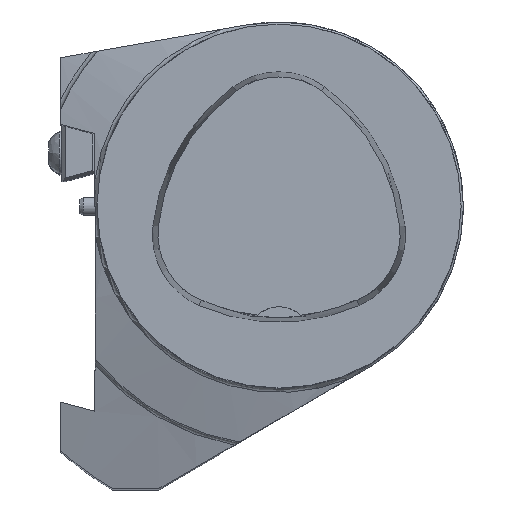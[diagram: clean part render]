
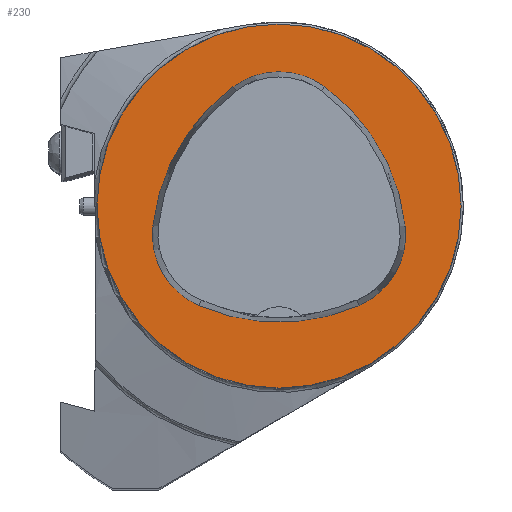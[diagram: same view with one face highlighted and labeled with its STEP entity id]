
A CAD part, top view. The second image highlights one B-rep face of the part: STEP entity #230.
In plain terms, the highlighted planar face has unit normal (0, 0, 1).
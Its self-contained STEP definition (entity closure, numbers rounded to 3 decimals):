
#230=ADVANCED_FACE('',(#572,#573),#301,.T.);
#301=PLANE('',#1672);
#572=FACE_BOUND('',#661,.T.);
#573=FACE_BOUND('',#662,.T.);
#661=EDGE_LOOP('',(#1012,#1013,#1014,#1015,#1016,#1017));
#662=EDGE_LOOP('',(#1018));
#1012=ORIENTED_EDGE('',*,*,#1447,.T.);
#1013=ORIENTED_EDGE('',*,*,#1427,.T.);
#1014=ORIENTED_EDGE('',*,*,#1431,.T.);
#1015=ORIENTED_EDGE('',*,*,#1434,.T.);
#1016=ORIENTED_EDGE('',*,*,#1437,.T.);
#1017=ORIENTED_EDGE('',*,*,#1445,.T.);
#1018=ORIENTED_EDGE('',*,*,#1405,.F.);
#1230=VERTEX_POINT('',#2537);
#1243=VERTEX_POINT('',#2584);
#1244=VERTEX_POINT('',#2585);
#1247=VERTEX_POINT('',#2593);
#1249=VERTEX_POINT('',#2599);
#1251=VERTEX_POINT('',#2605);
#1258=VERTEX_POINT('',#2626);
#1405=EDGE_CURVE('',#1230,#1230,#1508,.T.);
#1427=EDGE_CURVE('',#1243,#1244,#1509,.T.);
#1431=EDGE_CURVE('',#1244,#1247,#1511,.T.);
#1434=EDGE_CURVE('',#1247,#1249,#1513,.T.);
#1437=EDGE_CURVE('',#1249,#1251,#1515,.T.);
#1445=EDGE_CURVE('',#1251,#1258,#1519,.T.);
#1447=EDGE_CURVE('',#1258,#1243,#1521,.T.);
#1508=CIRCLE('',#1632,40.);
#1509=CIRCLE('',#1650,44.);
#1511=CIRCLE('',#1653,17.);
#1513=CIRCLE('',#1656,44.);
#1515=CIRCLE('',#1659,17.);
#1519=CIRCLE('',#1664,44.);
#1521=CIRCLE('',#1667,17.);
#1632=AXIS2_PLACEMENT_3D('',#2536,#1924,#1925);
#1650=AXIS2_PLACEMENT_3D('',#2583,#1976,#1977);
#1653=AXIS2_PLACEMENT_3D('',#2592,#1984,#1985);
#1656=AXIS2_PLACEMENT_3D('',#2598,#1991,#1992);
#1659=AXIS2_PLACEMENT_3D('',#2604,#1998,#1999);
#1664=AXIS2_PLACEMENT_3D('',#2627,#2010,#2011);
#1667=AXIS2_PLACEMENT_3D('',#2630,#2016,#2017);
#1672=AXIS2_PLACEMENT_3D('',#2635,#2026,#2027);
#1924=DIRECTION('',(0.,0.,-1.));
#1925=DIRECTION('',(-1.,0.,0.));
#1976=DIRECTION('',(0.,0.,-1.));
#1977=DIRECTION('',(-1.,0.,0.));
#1984=DIRECTION('',(0.,0.,-1.));
#1985=DIRECTION('',(-1.,0.,0.));
#1991=DIRECTION('',(0.,0.,-1.));
#1992=DIRECTION('',(-1.,0.,0.));
#1998=DIRECTION('',(0.,0.,-1.));
#1999=DIRECTION('',(-1.,0.,0.));
#2010=DIRECTION('',(0.,0.,-1.));
#2011=DIRECTION('',(-1.,0.,0.));
#2016=DIRECTION('',(0.,0.,-1.));
#2017=DIRECTION('',(-1.,0.,0.));
#2026=DIRECTION('',(0.,0.,1.));
#2027=DIRECTION('',(1.,0.,0.));
#2536=CARTESIAN_POINT('',(0.,0.,0.));
#2537=CARTESIAN_POINT('',(-40.,0.,0.));
#2583=CARTESIAN_POINT('',(16.01,-9.224,0.));
#2584=CARTESIAN_POINT('',(-27.722,-4.378,0.));
#2585=CARTESIAN_POINT('',(-10.119,26.178,0.));
#2592=CARTESIAN_POINT('',(-0.023,12.5,0.));
#2593=CARTESIAN_POINT('',(10.049,26.194,0.));
#2598=CARTESIAN_POINT('',(-16.021,-9.25,0.));
#2599=CARTESIAN_POINT('',(27.71,-4.394,0.));
#2604=CARTESIAN_POINT('',(10.814,-6.27,0.));
#2605=CARTESIAN_POINT('',(17.611,-21.852,0.));
#2626=CARTESIAN_POINT('',(-17.652,-21.819,0.));
#2627=CARTESIAN_POINT('',(0.017,18.477,0.));
#2630=CARTESIAN_POINT('',(-10.825,-6.25,0.));
#2635=CARTESIAN_POINT('',(0.,0.,0.));
